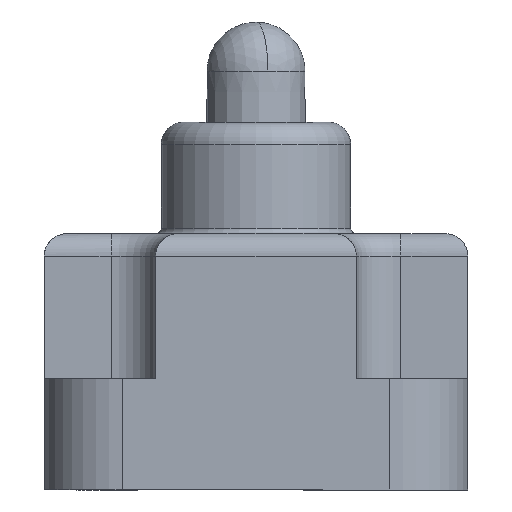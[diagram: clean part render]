
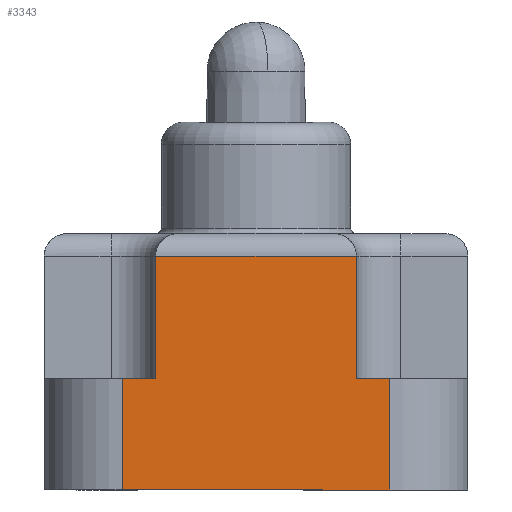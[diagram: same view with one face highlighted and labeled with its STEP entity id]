
A CAD part, left-side view. The second image highlights one B-rep face of the part: STEP entity #3343.
In plain terms, the highlighted planar face has unit normal (-1, 0, 0).
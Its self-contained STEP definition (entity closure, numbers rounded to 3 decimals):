
#3343 = ADVANCED_FACE ( 'NONE', ( #6101 ), #6099, .F. ) ;
#3344 = ORIENTED_EDGE ( 'NONE', *, *, #3358, .T. ) ;
#3358 = EDGE_CURVE ( 'NONE', #3359, #3360, #6134, .T. ) ;
#3359 = VERTEX_POINT ( 'NONE', #6130 ) ;
#3360 = VERTEX_POINT ( 'NONE', #6129 ) ;
#3361 = VERTEX_POINT ( 'NONE', #6128 ) ;
#3366 = ORIENTED_EDGE ( 'NONE', *, *, #3367, .F. ) ;
#3367 = EDGE_CURVE ( 'NONE', #3359, #3380, #6303, .T. ) ;
#3370 = ORIENTED_EDGE ( 'NONE', *, *, #3371, .T. ) ;
#3371 = EDGE_CURVE ( 'NONE', #3360, #3361, #6254, .T. ) ;
#3378 = ORIENTED_EDGE ( 'NONE', *, *, #3379, .T. ) ;
#3379 = EDGE_CURVE ( 'NONE', #3605, #3380, #6211, .T. ) ;
#3380 = VERTEX_POINT ( 'NONE', #6207 ) ;
#3522 = EDGE_CURVE ( 'NONE', #3523, #3524, #6424, .T. ) ;
#3523 = VERTEX_POINT ( 'NONE', #6657 ) ;
#3524 = VERTEX_POINT ( 'NONE', #6656 ) ;
#3604 = EDGE_CURVE ( 'NONE', #3524, #3605, #6469, .T. ) ;
#3605 = VERTEX_POINT ( 'NONE', #6465 ) ;
#3606 = ORIENTED_EDGE ( 'NONE', *, *, #3607, .F. ) ;
#3607 = EDGE_CURVE ( 'NONE', #3523, #3620, #6464, .T. ) ;
#3608 = ORIENTED_EDGE ( 'NONE', *, *, #3522, .T. ) ;
#3613 = EDGE_LOOP ( 'NONE', ( #3344, #3370, #3618, #3606, #3608, #3637, #3378, #3366 ) ) ;
#3618 = ORIENTED_EDGE ( 'NONE', *, *, #3619, .F. ) ;
#3619 = EDGE_CURVE ( 'NONE', #3620, #3361, #6448, .T. ) ;
#3620 = VERTEX_POINT ( 'NONE', #6891 ) ;
#3637 = ORIENTED_EDGE ( 'NONE', *, *, #3604, .T. ) ;
#6095 = DIRECTION ( 'NONE',  ( 0., 1., 0. ) ) ;
#6096 = DIRECTION ( 'NONE',  ( 1., 0., 0. ) ) ;
#6097 = CARTESIAN_POINT ( 'NONE',  ( -54., 37., 23. ) ) ;
#6098 = AXIS2_PLACEMENT_3D ( 'NONE', #6097, #6096, #6095 ) ;
#6099 = PLANE ( 'NONE',  #6098 ) ;
#6101 = FACE_OUTER_BOUND ( 'NONE', #3613, .T. ) ;
#6123 = CARTESIAN_POINT ( 'NONE',  ( -54., 27., 10. ) ) ;
#6128 = CARTESIAN_POINT ( 'NONE',  ( -54., 27., 21. ) ) ;
#6129 = CARTESIAN_POINT ( 'NONE',  ( -54., 9., 21. ) ) ;
#6130 = CARTESIAN_POINT ( 'NONE',  ( -54., 9., 10. ) ) ;
#6131 = DIRECTION ( 'NONE',  ( 0., 0., 1. ) ) ;
#6132 = VECTOR ( 'NONE', #6131, 1000. ) ;
#6133 = CARTESIAN_POINT ( 'NONE',  ( -54., 9., 10. ) ) ;
#6134 = LINE ( 'NONE', #6133, #6132 ) ;
#6207 = CARTESIAN_POINT ( 'NONE',  ( -54., 6., 10. ) ) ;
#6208 = DIRECTION ( 'NONE',  ( 0., 0., 1. ) ) ;
#6209 = VECTOR ( 'NONE', #6208, 1000. ) ;
#6210 = CARTESIAN_POINT ( 'NONE',  ( -54., 6., 23. ) ) ;
#6211 = LINE ( 'NONE', #6210, #6209 ) ;
#6251 = DIRECTION ( 'NONE',  ( 0., 1., 0. ) ) ;
#6252 = VECTOR ( 'NONE', #6251, 1000. ) ;
#6253 = CARTESIAN_POINT ( 'NONE',  ( -54., 37., 21. ) ) ;
#6254 = LINE ( 'NONE', #6253, #6252 ) ;
#6300 = DIRECTION ( 'NONE',  ( 0., -1., 0. ) ) ;
#6301 = VECTOR ( 'NONE', #6300, 1000. ) ;
#6302 = CARTESIAN_POINT ( 'NONE',  ( -54., 9., 10. ) ) ;
#6303 = LINE ( 'NONE', #6302, #6301 ) ;
#6397 = VECTOR ( 'NONE', #6661, 1000. ) ;
#6424 = LINE ( 'NONE', #6660, #6659 ) ;
#6448 = LINE ( 'NONE', #6123, #6397 ) ;
#6461 = DIRECTION ( 'NONE',  ( 0., -1., 0. ) ) ;
#6462 = VECTOR ( 'NONE', #6461, 1000. ) ;
#6463 = CARTESIAN_POINT ( 'NONE',  ( -54., 27., 10. ) ) ;
#6464 = LINE ( 'NONE', #6463, #6462 ) ;
#6465 = CARTESIAN_POINT ( 'NONE',  ( -54., 6., 0. ) ) ;
#6466 = DIRECTION ( 'NONE',  ( 0., -1., 0. ) ) ;
#6467 = VECTOR ( 'NONE', #6466, 1000. ) ;
#6468 = CARTESIAN_POINT ( 'NONE',  ( -54., 37., 0. ) ) ;
#6469 = LINE ( 'NONE', #6468, #6467 ) ;
#6656 = CARTESIAN_POINT ( 'NONE',  ( -54., 30., 0. ) ) ;
#6657 = CARTESIAN_POINT ( 'NONE',  ( -54., 30., 10. ) ) ;
#6658 = DIRECTION ( 'NONE',  ( 0., 0., -1. ) ) ;
#6659 = VECTOR ( 'NONE', #6658, 1000. ) ;
#6660 = CARTESIAN_POINT ( 'NONE',  ( -54., 30., 23. ) ) ;
#6661 = DIRECTION ( 'NONE',  ( 0., 0., 1. ) ) ;
#6891 = CARTESIAN_POINT ( 'NONE',  ( -54., 27., 10. ) ) ;
